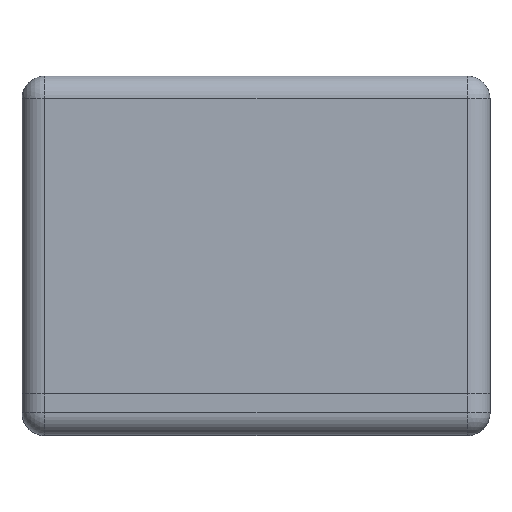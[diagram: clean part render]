
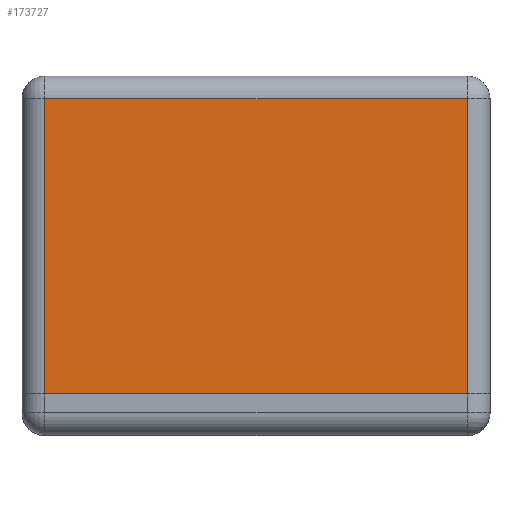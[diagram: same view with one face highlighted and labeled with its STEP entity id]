
A CAD part, top view. The second image highlights one B-rep face of the part: STEP entity #173727.
In plain terms, the highlighted planar face has unit normal (0, 0, 1).
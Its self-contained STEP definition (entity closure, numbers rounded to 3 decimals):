
#1125 = VECTOR ( 'NONE', #166146, 1000. ) ;
#5771 = VERTEX_POINT ( 'NONE', #38883 ) ;
#11513 = VERTEX_POINT ( 'NONE', #166754 ) ;
#14121 = DIRECTION ( 'NONE',  ( 0., -1., 0. ) ) ;
#19231 = CARTESIAN_POINT ( 'NONE',  ( 737.875, 504.915, 513.075 ) ) ;
#24688 = VECTOR ( 'NONE', #109363, 1000. ) ;
#25516 = CARTESIAN_POINT ( 'NONE',  ( -817.875, -526.256, 513.075 ) ) ;
#38883 = CARTESIAN_POINT ( 'NONE',  ( -737.875, -526.256, 513.075 ) ) ;
#50554 = LINE ( 'NONE', #78149, #24688 ) ;
#52927 = LINE ( 'NONE', #146069, #129201 ) ;
#59532 = VERTEX_POINT ( 'NONE', #19231 ) ;
#64130 = DIRECTION ( 'NONE',  ( 0., -1., 0. ) ) ;
#64709 = AXIS2_PLACEMENT_3D ( 'NONE', #133999, #118385, #64130 ) ;
#66447 = EDGE_CURVE ( 'NONE', #59532, #158308, #52927, .T. ) ;
#67548 = ORIENTED_EDGE ( 'NONE', *, *, #95052, .T. ) ;
#71060 = LINE ( 'NONE', #140918, #97179 ) ;
#72493 = EDGE_CURVE ( 'NONE', #11513, #5771, #95347, .T. ) ;
#77909 = PLANE ( 'NONE',  #64709 ) ;
#78149 = CARTESIAN_POINT ( 'NONE',  ( 737.875, -455.085, 513.075 ) ) ;
#80954 = CARTESIAN_POINT ( 'NONE',  ( -737.875, 504.915, 513.075 ) ) ;
#87910 = EDGE_LOOP ( 'NONE', ( #122466, #122204, #147884, #67548 ) ) ;
#95052 = EDGE_CURVE ( 'NONE', #11513, #59532, #50554, .T. ) ;
#95347 = LINE ( 'NONE', #25516, #1125 ) ;
#96094 = DIRECTION ( 'NONE',  ( -1., 0., 0. ) ) ;
#97179 = VECTOR ( 'NONE', #14121, 1000. ) ;
#109363 = DIRECTION ( 'NONE',  ( 0., 1., 0. ) ) ;
#111942 = EDGE_CURVE ( 'NONE', #158308, #5771, #71060, .T. ) ;
#118385 = DIRECTION ( 'NONE',  ( 0., 0., 1. ) ) ;
#122204 = ORIENTED_EDGE ( 'NONE', *, *, #111942, .T. ) ;
#122466 = ORIENTED_EDGE ( 'NONE', *, *, #66447, .T. ) ;
#129201 = VECTOR ( 'NONE', #96094, 1000. ) ;
#132181 = FACE_OUTER_BOUND ( 'NONE', #87910, .T. ) ;
#133999 = CARTESIAN_POINT ( 'NONE',  ( -817.875, -455.085, 513.075 ) ) ;
#140918 = CARTESIAN_POINT ( 'NONE',  ( -737.875, -455.085, 513.075 ) ) ;
#146069 = CARTESIAN_POINT ( 'NONE',  ( -817.875, 504.915, 513.075 ) ) ;
#147884 = ORIENTED_EDGE ( 'NONE', *, *, #72493, .F. ) ;
#158308 = VERTEX_POINT ( 'NONE', #80954 ) ;
#166146 = DIRECTION ( 'NONE',  ( -1., 0., 0. ) ) ;
#166754 = CARTESIAN_POINT ( 'NONE',  ( 737.875, -526.256, 513.075 ) ) ;
#173727 = ADVANCED_FACE ( 'NONE', ( #132181 ), #77909, .T. ) ;
